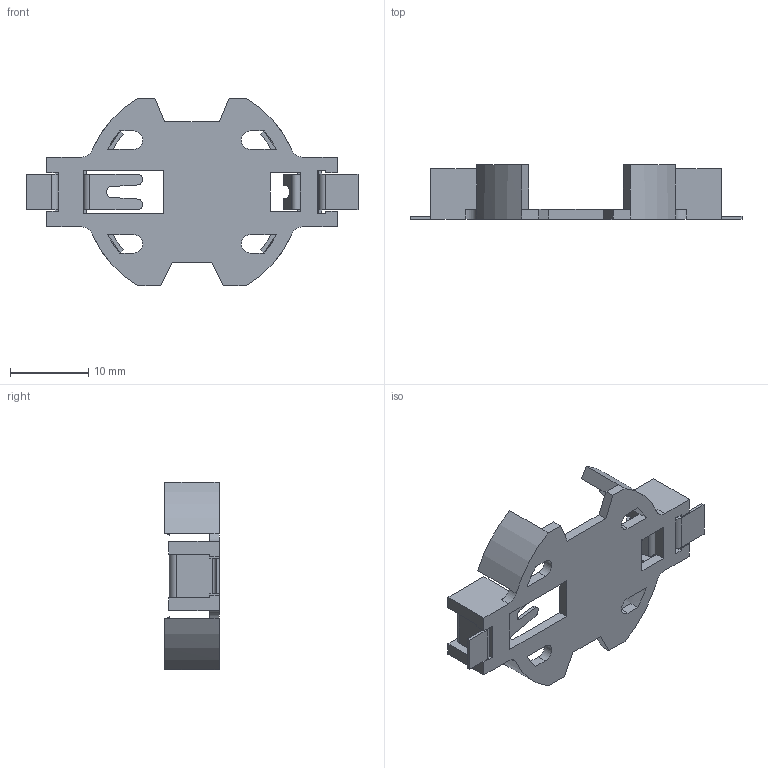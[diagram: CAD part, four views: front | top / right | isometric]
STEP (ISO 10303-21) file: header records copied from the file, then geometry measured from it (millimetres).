
FILE_DESCRIPTION (( 'STEP AP214' ), '1' );
FILE_NAME ('BU2450SM-JJ-GTR.STEP', '2025-01-10T01:26:19', ( '' ), ( '' ), 'SwSTEP 2.0', 'SolidWorks 2021', '' );
FILE_SCHEMA (( 'AUTOMOTIVE_DESIGN' ));
Length unit declared in the file: millimetre
Products named in the file (1): BU2450SM-JJ-GTR
Bounding box: 42.5 x 7 x 23.97 mm (x, y, z)
Volume: 1374.6 mm3; surface area: 2605.5 mm2
Topology: 3 solids, 3 shells, 242 faces, 688 edges, 452 vertices
Faces by surface type: plane 182, cylinder 52, cone 4, torus 4
Entity records: 7884 total; most frequent: CARTESIAN_POINT 1389, ORIENTED_EDGE 1376, DIRECTION 1308, EDGE_CURVE 688, VECTOR 550, LINE 550, VERTEX_POINT 452, AXIS2_PLACEMENT_3D 379
